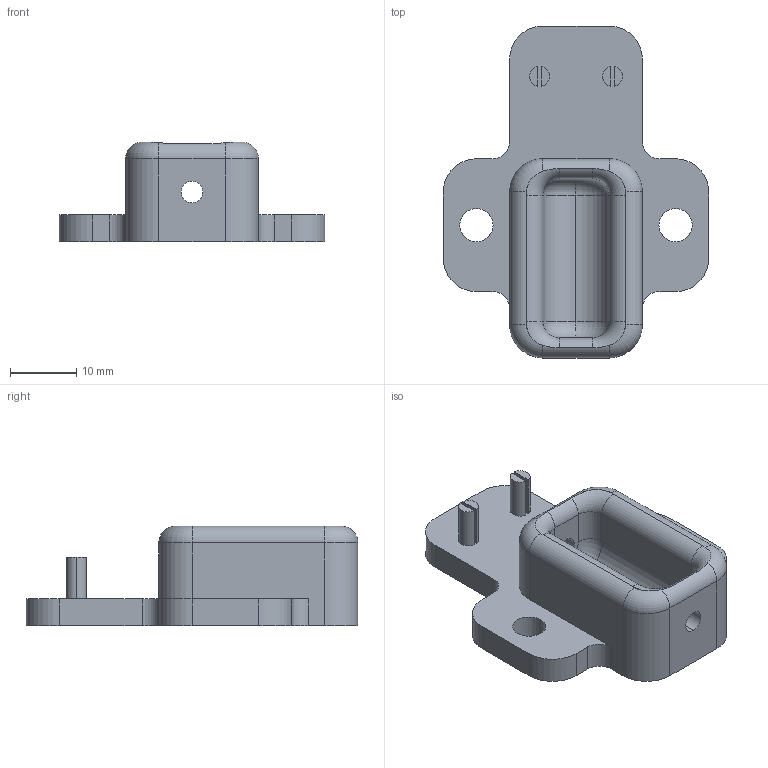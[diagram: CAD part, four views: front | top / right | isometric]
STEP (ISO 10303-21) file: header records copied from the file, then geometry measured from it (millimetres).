
FILE_DESCRIPTION (( 'STEP AP214' ), '1' );
FILE_NAME ('Palpador.STEP', '2014-07-22T18:47:45', ( '' ), ( '' ), 'SwSTEP 2.0', 'SolidWorks 2014', '' );
FILE_SCHEMA (( 'AUTOMOTIVE_DESIGN' ));
Length unit declared in the file: millimetre
Products named in the file (1): Palpador
Bounding box: 40 x 50 x 15 mm (x, y, z)
Volume: 8854.8 mm3; surface area: 5120.4 mm2
Topology: 1 solids, 1 shells, 85 faces, 211 edges, 132 vertices
Faces by surface type: cylinder 42, plane 31, torus 12
Entity records: 2629 total; most frequent: CARTESIAN_POINT 489, DIRECTION 473, ORIENTED_EDGE 422, EDGE_CURVE 211, AXIS2_PLACEMENT_3D 184, VERTEX_POINT 132, LINE 105, VECTOR 105
